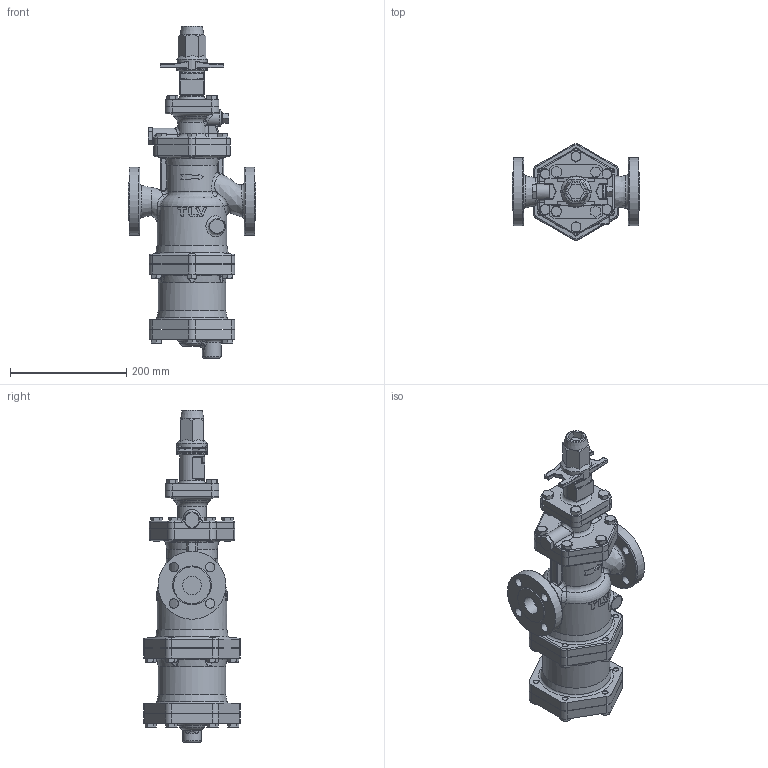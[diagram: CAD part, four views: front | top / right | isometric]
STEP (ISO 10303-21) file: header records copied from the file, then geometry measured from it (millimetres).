
FILE_DESCRIPTION(/* description */ (''),/* implementation_level */ '2;1');
FILE_NAME(/* name */ 'cos3x-032-a0150-00.stp',/* time_stamp */ '2017-12-26T09:38:18+09:00',/* author */ ('nakaot'),/* organization */ (''),/* preprocessor_version */ 'ST-DEVELOPER v15.6',/* originating_system */ 'Autodesk Inventor 2015',/* authorisation */ '');
FILE_SCHEMA (('CONFIG_CONTROL_DESIGN'));
Length unit declared in the file: millimetre
Products named in the file (1): cos3x-032-a0150-00
Bounding box: 220 x 166.02 x 572 mm (x, y, z)
Volume: 5340207.2 mm3; surface area: 503413.3 mm2
Topology: 6 solids, 6 shells, 1060 faces, 2538 edges, 1532 vertices
Faces by surface type: plane 391, cylinder 255, bspline 189, cone 135, torus 74, sphere 16
Full cylindrical faces by diameter (mm): 8.376 x22, 10 x22, 12 x22, 16 x8, 17.475 x1, 27 x1, 28 x1, 32 x3, 42 x1, 45 x1, 52 x1, 80 x4, 116 x1, 117 x2, 120 x1
Entity records: 36803 total; most frequent: CARTESIAN_POINT 14659, ORIENTED_EDGE 4634, DIRECTION 4287, EDGE_CURVE 2317, AXIS2_PLACEMENT_3D 1730, VERTEX_POINT 1471, EDGE_LOOP 1322, FACE_OUTER_BOUND 1060
